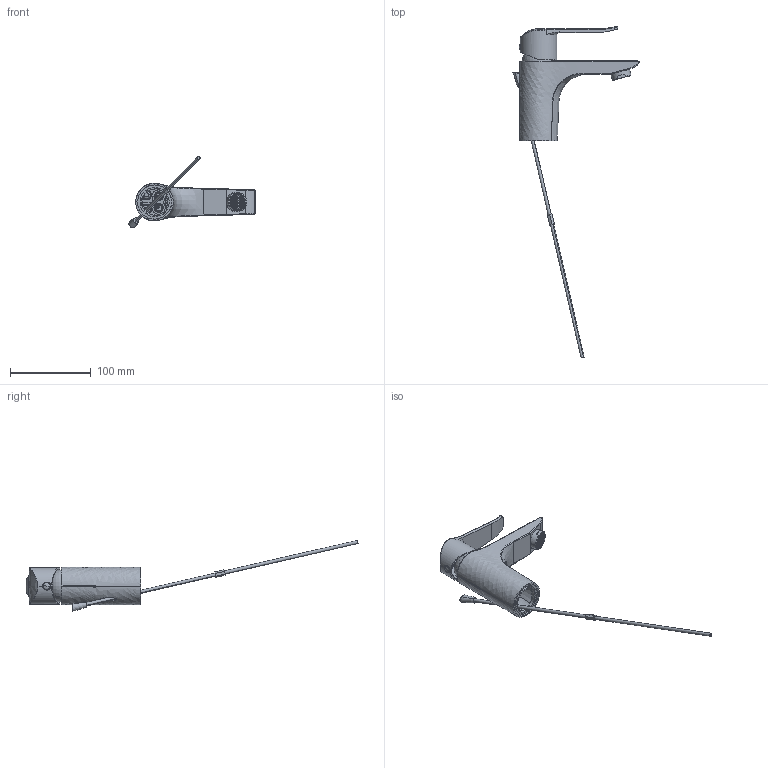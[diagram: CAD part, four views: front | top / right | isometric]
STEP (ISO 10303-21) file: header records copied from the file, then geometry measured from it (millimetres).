
FILE_DESCRIPTION (( 'STEP AP203' ), '1' );
FILE_NAME ('64AP08680.STEP', '2023-10-11T05:31:49', ( '' ), ( '' ), 'SwSTEP 2.0', 'SolidWorks 2021', '' );
FILE_SCHEMA (( 'CONFIG_CONTROL_DESIGN' ));
Length unit declared in the file: millimetre
Products named in the file (1): 64AP08680
Bounding box: 155.99 x 410.49 x 87.92 mm (x, y, z)
Volume: 104151.6 mm3; surface area: 85757.6 mm2
Topology: 10 solids, 10 shells, 1333 faces, 3619 edges, 2340 vertices
Faces by surface type: plane 942, cylinder 166, bspline 161, cone 53, torus 9, sphere 2
Entity records: 182187 total; most frequent: CARTESIAN_POINT 149643, ORIENTED_EDGE 7194, DIRECTION 5885, EDGE_CURVE 3597, VECTOR 2629, LINE 2629, VERTEX_POINT 2340, AXIS2_PLACEMENT_3D 1628
